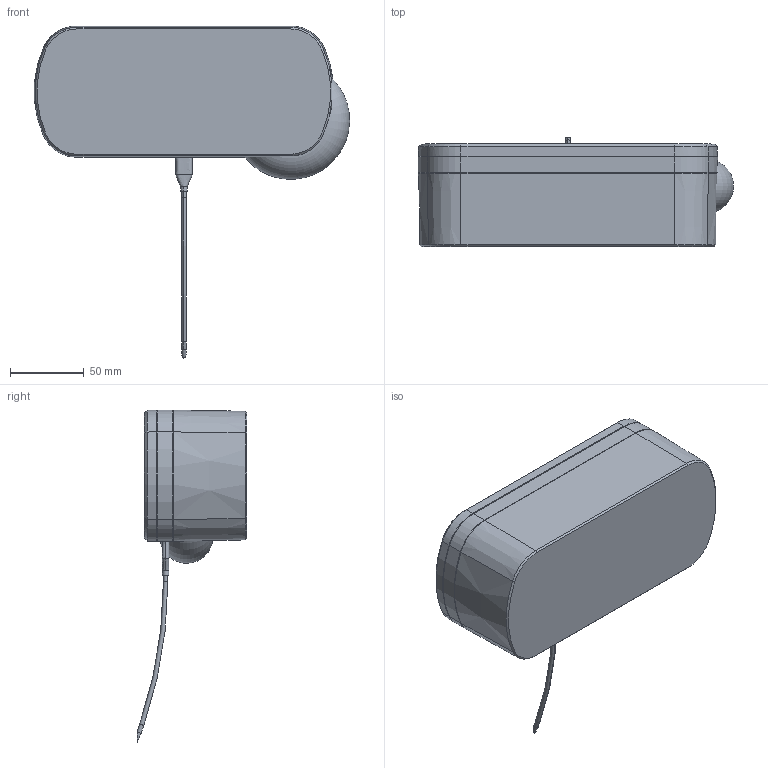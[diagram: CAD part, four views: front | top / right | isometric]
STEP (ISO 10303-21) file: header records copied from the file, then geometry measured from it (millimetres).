
FILE_DESCRIPTION (( 'STEP AP203' ), '1' );
FILE_NAME ('Charging Pod_7June2015.STEP', '2015-06-08T01:55:30', ( '' ), ( '' ), 'SwSTEP 2.0', 'SolidWorks 2013', '' );
FILE_SCHEMA (( 'CONFIG_CONTROL_DESIGN' ));
Length unit declared in the file: millimetre
Products named in the file (30): Imported5; Imported15; Imported10; Imported11; Imported22; Imported23; Imported7; Imported29; Imported25; Imported26; Imported12; Imported2; Imported24; Imported6; Imported21; Imported1; Imported20; Imported13; Imported19; Imported14; Imported16; Imported18; Imported27; Imported28; Imported9; Imported4; Imported17; Imported8; Charging Pod_7June2015; Imported3
Assembly tree (29 placements, depth 2):
  Charging Pod_7June2015
    Imported9
    Imported20
    Imported10
    Imported11
    Imported26
    Imported3
    Imported12
    Imported27
    Imported13
    Imported28
    Imported14
    Imported21
    Imported15
    Imported16
    Imported17
    Imported29
    Imported18
    Imported4
    Imported22
    Imported19
    Imported23
    Imported2
    Imported24
    Imported1
    Imported5
    Imported6
    Imported7
    Imported25
    Imported8
Bounding box: 213.62 x 74.39 x 224.99 mm (x, y, z)
Volume: 287195.9 mm3; surface area: 355231.8 mm2
Topology: 29 solids, 30 shells, 1920 faces, 5132 edges, 3314 vertices
Faces by surface type: plane 1175, cylinder 433, torus 123, bspline 99, cone 90
Entity records: 72650 total; most frequent: CARTESIAN_POINT 21711, ORIENTED_EDGE 10230, DIRECTION 9573, EDGE_CURVE 5115, LINE 3569, VECTOR 3569, VERTEX_POINT 3310, AXIS2_PLACEMENT_3D 3002
